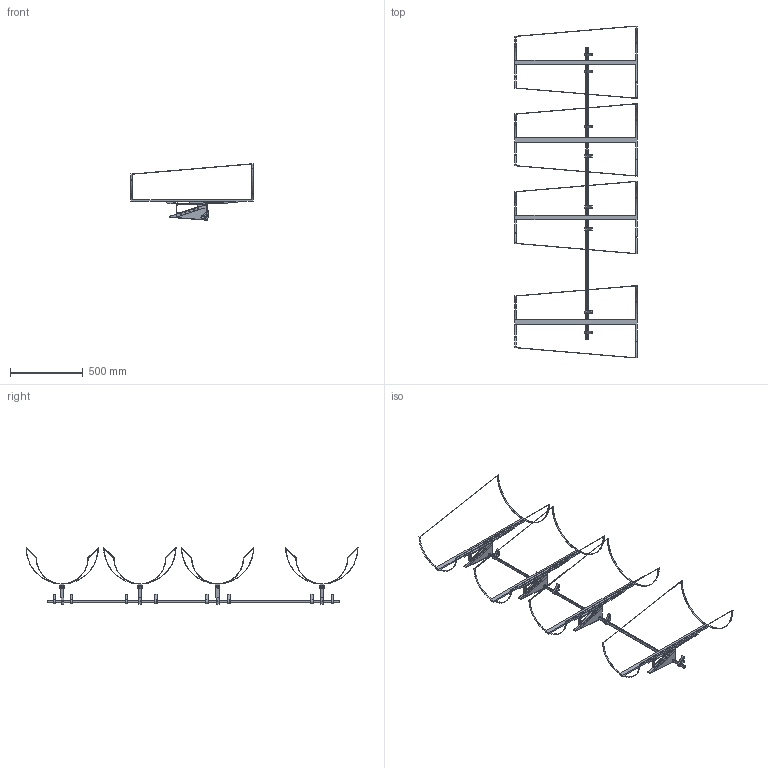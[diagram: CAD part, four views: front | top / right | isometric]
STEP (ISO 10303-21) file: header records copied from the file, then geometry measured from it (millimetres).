
FILE_DESCRIPTION(/* description */ (''),/* implementation_level */ '2;1');
FILE_NAME(/* name */ 'Complete motor mount assembly.step',/* time_stamp */ '2025-11-19T21:00:01-05:00',/* author */ (''),/* organization */ (''),/* preprocessor_version */ 'ST-DEVELOPER v20.1',/* originating_system */ 'Autodesk Translation Framework v14.17.0.0',/* authorisation */ '');
FILE_SCHEMA (('AUTOMOTIVE_DESIGN { 1 0 10303 214 3 1 1 }'));
Length unit declared in the file: millimetre
Products named in the file (32): TOP_V3_Cruise_with_mount; Half Wing Topology Optimization Iteration 2 v6; AFT4; AFT3; AFT5; AFT2; 1439K39_1045 Carbon Steel Keyed Rotary Shaft; TEMP_bearing; TEMP_bearing_1; SHAFT_HOLDER_New; SHAFT_HOLDER_New_1; SHAFT_HOLDER_New_2; SHAFT_HOLDER_New_3; TEMP_bearing_2; TEMP_bearing_3; SHAFT_HOLDER_New_4; SHAFT_HOLDER_New_5; SHAFT_HOLDER_New_6; SHAFT_HOLDER_New_7; Component2; TEMP_bearing_4; TEMP_bearing_5; TEMP_bearing_6; TEMP_bearing_7; Component1; New_lug; New_lug_1; New_lug_2; New_lug_3; Component3; Component4; JUST_THE_MOUNT
Assembly tree (54 placements, depth 3):
  TOP_V3_Cruise_with_mount
    Half Wing Topology Optimization Iteration 2 v6
      AFT4
      AFT3
      AFT5
      AFT2
    1439K39_1045 Carbon Steel Keyed Rotary Shaft
    TEMP_bearing
      Component1
    TEMP_bearing_1
      Component1
    SHAFT_HOLDER_New
      Component2
    SHAFT_HOLDER_New_1
      Component2
    SHAFT_HOLDER_New_2
      Component2
    SHAFT_HOLDER_New_3
      Component2
    TEMP_bearing_2
      Component1
    TEMP_bearing_3
      Component1
    SHAFT_HOLDER_New_4
      Component2
    SHAFT_HOLDER_New_5
      Component2
    SHAFT_HOLDER_New_6
      Component2
    SHAFT_HOLDER_New_7
      Component2
    TEMP_bearing_4
      Component1
    TEMP_bearing_5
      Component1
    TEMP_bearing_6
      Component1
    TEMP_bearing_7
      Component1
    New_lug
      Component3
      Component4
      JUST_THE_MOUNT
    New_lug_1
      Component3
      Component4
      JUST_THE_MOUNT
    New_lug_2
      Component3
      Component4
      JUST_THE_MOUNT
    New_lug_3
      Component3
      Component4
      JUST_THE_MOUNT
Bounding box: 837.7 x 2274.8 x 386.41 mm (x, y, z)
Volume: 2613394 mm3; surface area: 1107286.9 mm2
Topology: 29 solids, 29 shells, 659 faces, 1829 edges, 1208 vertices
Faces by surface type: plane 405, cylinder 201, torus 32, bspline 19, cone 2
Full cylindrical faces by diameter (mm): 6 x32, 10 x40, 18 x8, 24 x16
Entity records: 19172 total; most frequent: CARTESIAN_POINT 12949, DIRECTION 1150, ORIENTED_EDGE 1142, EDGE_CURVE 571, AXIS2_PLACEMENT_3D 395, VERTEX_POINT 379, LINE 360, VECTOR 360
